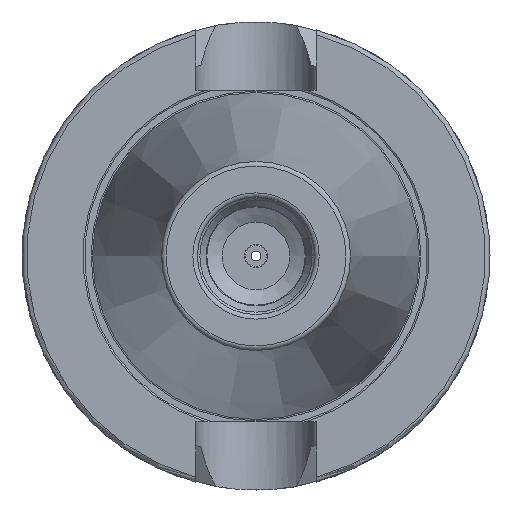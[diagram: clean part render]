
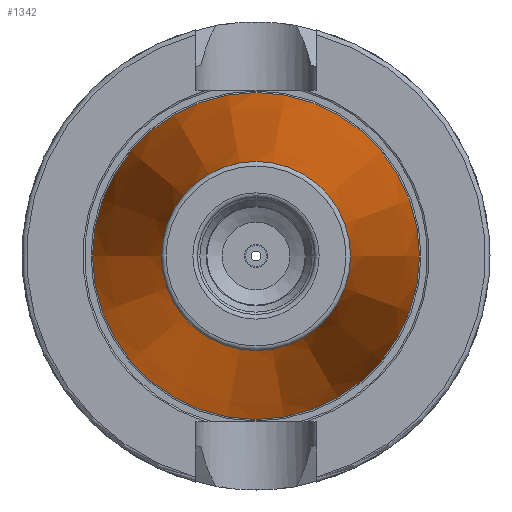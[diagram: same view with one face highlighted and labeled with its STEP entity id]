
A CAD part, left-side view. The second image highlights one B-rep face of the part: STEP entity #1342.
In plain terms, the highlighted conical face has half-angle 8.297 degrees and reference radius 27.564 mm.
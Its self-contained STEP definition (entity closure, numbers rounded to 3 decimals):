
#1315=CARTESIAN_POINT('',(-50.472,0.0,0.0));
#1316=DIRECTION('',(1.0,0.0,0.0));
#1317=DIRECTION('',(0.0,1.0,0.0));
#1318=AXIS2_PLACEMENT_3D('',#1315,#1316,#1317);
#1319=CONICAL_SURFACE('',#1318,27.564,8.297);
#1320=CARTESIAN_POINT('',(0.0,34.925,0.0));
#1321=VERTEX_POINT('',#1320);
#1322=CARTESIAN_POINT('',(0.0,0.0,0.0));
#1323=DIRECTION('',(1.0,0.0,0.0));
#1324=DIRECTION('',(0.0,1.0,0.0));
#1325=AXIS2_PLACEMENT_3D('',#1322,#1323,#1324);
#1326=CIRCLE('',#1325,34.925);
#1327=EDGE_CURVE('',#1321,#1321,#1326,.T.);
#1328=ORIENTED_EDGE('',*,*,#1327,.F.);
#1329=EDGE_LOOP('',(#1328));
#1330=FACE_OUTER_BOUND('',#1329,.T.);
#1331=CARTESIAN_POINT('',(-100.944,20.204,0.0));
#1332=VERTEX_POINT('',#1331);
#1333=CARTESIAN_POINT('',(-100.944,0.0,0.0));
#1334=DIRECTION('',(1.0,0.0,0.0));
#1335=DIRECTION('',(0.0,1.0,0.0));
#1336=AXIS2_PLACEMENT_3D('',#1333,#1334,#1335);
#1337=CIRCLE('',#1336,20.204);
#1338=EDGE_CURVE('',#1332,#1332,#1337,.T.);
#1339=ORIENTED_EDGE('',*,*,#1338,.T.);
#1340=EDGE_LOOP('',(#1339));
#1341=FACE_BOUND('',#1340,.T.);
#1342=ADVANCED_FACE('',(#1330,#1341),#1319,.T.);
